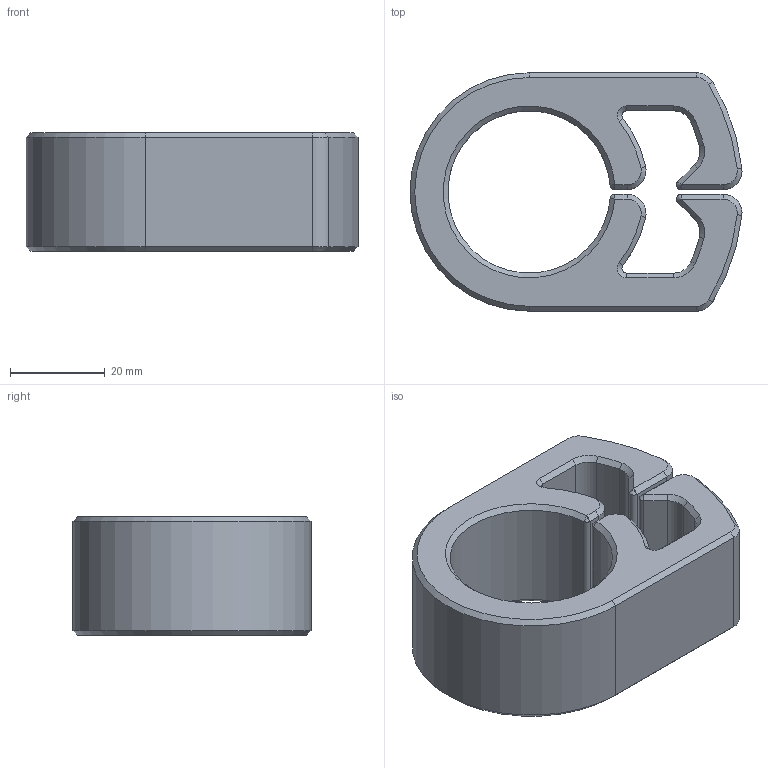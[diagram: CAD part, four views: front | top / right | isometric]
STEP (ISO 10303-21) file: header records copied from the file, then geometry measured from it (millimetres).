
FILE_DESCRIPTION(/* description */ (''),/* implementation_level */ '2;1');
FILE_NAME(/* name */ 'C-Stand Cable Clip v1.step',/* time_stamp */ '2024-05-29T00:02:45-07:00',/* author */ (''),/* organization */ (''),/* preprocessor_version */ 'ST-DEVELOPER v20',/* originating_system */ 'Autodesk Translation Framework v13.14.0.145',/* authorisation */ '');
FILE_SCHEMA (('AUTOMOTIVE_DESIGN { 1 0 10303 214 3 1 1 }'));
Length unit declared in the file: millimetre
Products named in the file (2): C-Stand Cable Clip; Bottom
Assembly tree (1 placements, depth 2):
  C-Stand Cable Clip
    Bottom
Bounding box: 70 x 50.25 x 25 mm (x, y, z)
Volume: 43826 mm3; surface area: 14722.3 mm2
Topology: 1 solids, 1 shells, 172 faces, 397 edges, 214 vertices
Faces by surface type: cone 68, plane 58, cylinder 44, bspline 2
Entity records: 4727 total; most frequent: DIRECTION 866, CARTESIAN_POINT 830, ORIENTED_EDGE 766, EDGE_CURVE 383, AXIS2_PLACEMENT_3D 318, LINE 230, VECTOR 230, VERTEX_POINT 214
